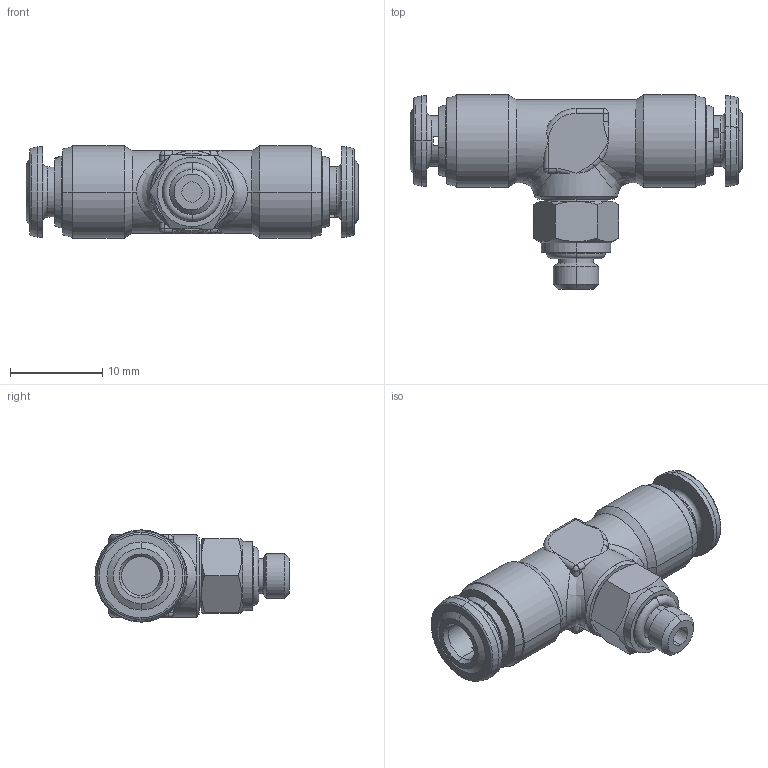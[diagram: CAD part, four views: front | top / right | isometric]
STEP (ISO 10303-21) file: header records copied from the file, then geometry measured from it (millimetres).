
FILE_DESCRIPTION (( 'STEP AP214' ), '1' );
FILE_NAME ('6021500012.step', '2012-10-16T16:35:05', ( '' ), ( '' ), 'SwSTEP 2.0', 'SolidWorks 2012', '' );
FILE_SCHEMA (( 'AUTOMOTIVE_DESIGN' ));
Length unit declared in the file: millimetre
Products named in the file (1): 6021500012
Bounding box: 36 x 21.05 x 10 mm (x, y, z)
Volume: 2782.1 mm3; surface area: 1904.2 mm2
Topology: 1 solids, 1 shells, 196 faces, 458 edges, 264 vertices
Faces by surface type: cone 54, cylinder 53, plane 47, torus 28, bspline 10, sphere 4
Entity records: 8166 total; most frequent: CARTESIAN_POINT 1549, DIRECTION 996, ORIENTED_EDGE 892, EDGE_CURVE 446, AXIS2_PLACEMENT_3D 423, VERTEX_POINT 264, CIRCLE 236, EDGE_LOOP 216
